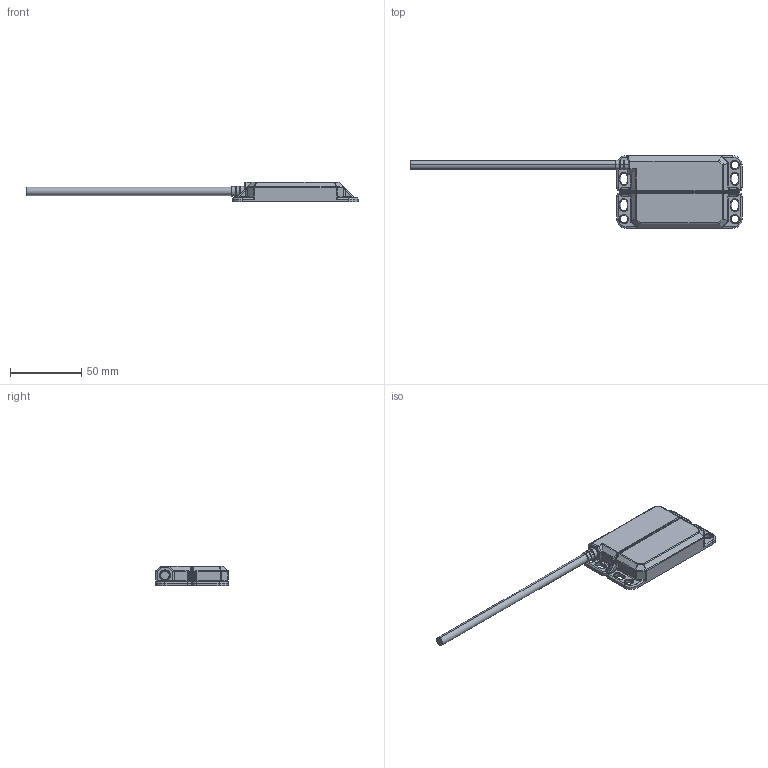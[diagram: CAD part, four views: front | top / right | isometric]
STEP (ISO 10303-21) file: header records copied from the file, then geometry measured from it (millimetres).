
FILE_DESCRIPTION (( 'STEP AP214' ), '1' );
FILE_NAME ('LMC-133005.step', '2017-09-27T13:25:07', ( '' ), ( '' ), 'SwSTEP 2.0', 'SolidWorks 2017', '' );
FILE_SCHEMA (( 'AUTOMOTIVE_DESIGN' ));
Length unit declared in the file: inch
Products named in the file (3): LMC-133005; LMC-133005_1; LMC-133005_2
Assembly tree (2 placements, depth 2):
  LMC-133005
    LMC-133005_1
    LMC-133005_2
Bounding box: 233.32 x 51 x 14 mm (x, y, z)
Volume: 27198.7 mm3; surface area: 29896.9 mm2
Topology: 10 solids, 10 shells, 676 faces, 1645 edges, 978 vertices
Faces by surface type: cylinder 244, bspline 202, plane 194, cone 36
Entity records: 23931 total; most frequent: CARTESIAN_POINT 8955, ORIENTED_EDGE 3228, DIRECTION 2928, EDGE_CURVE 1614, AXIS2_PLACEMENT_3D 1088, VERTEX_POINT 978, VECTOR 752, LINE 752
